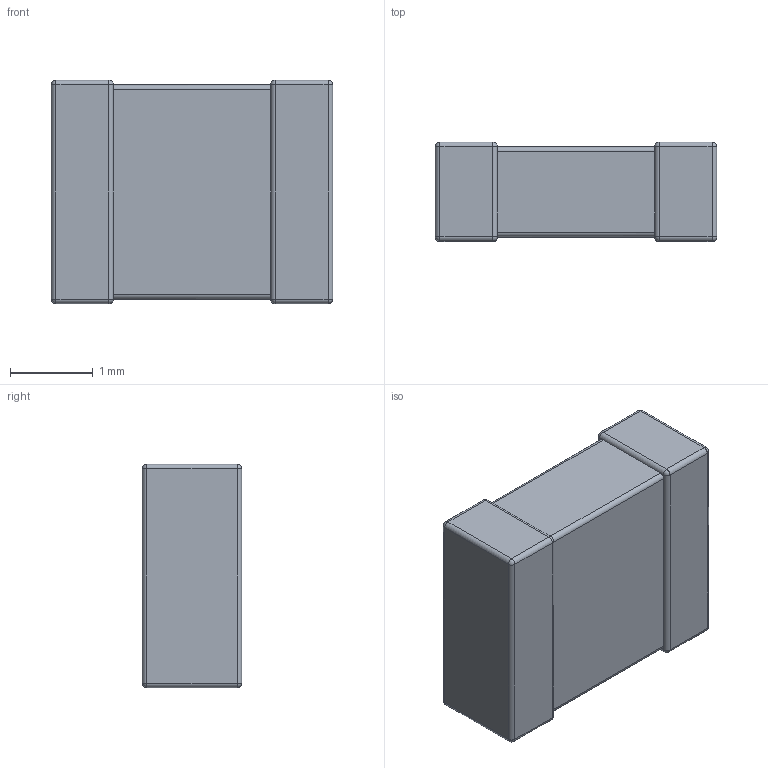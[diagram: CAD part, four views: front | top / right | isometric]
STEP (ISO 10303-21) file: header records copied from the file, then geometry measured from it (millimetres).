
FILE_DESCRIPTION (( 'STEP AP214' ), '1' );
FILE_NAME ('CCS_CCSTDNOS_1210_L3.4W2.7T1.2B0.75.STEP', '2021-03-04T22:15:46', ( '' ), ( '' ), 'SwSTEP 2.0', 'SolidWorks 2014', '' );
FILE_SCHEMA (( 'AUTOMOTIVE_DESIGN' ));
Length unit declared in the file: millimetre
Products named in the file (1): CCS_CCSTDNOS_1210_L3.4W2.7T1.2B0.75
Bounding box: 3.4 x 1.2 x 2.7 mm (x, y, z)
Volume: 10.2 mm3; surface area: 32.3 mm2
Topology: 4 solids, 4 shells, 125 faces, 307 edges, 174 vertices
Faces by surface type: plane 71, cylinder 38, sphere 16
Entity records: 4374 total; most frequent: CARTESIAN_POINT 759, ORIENTED_EDGE 582, DIRECTION 567, EDGE_CURVE 291, VECTOR 219, LINE 219, AXIS2_PLACEMENT_3D 174, VERTEX_POINT 174
